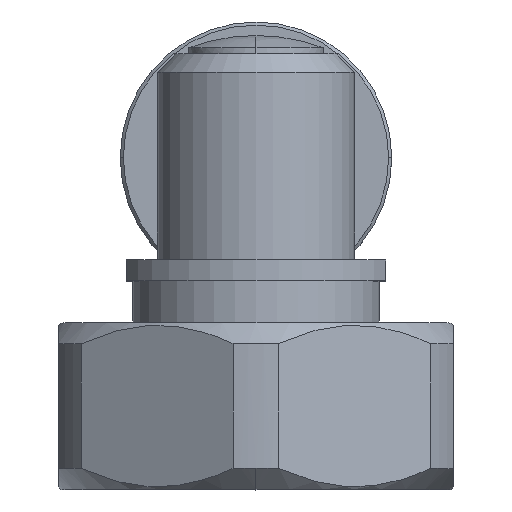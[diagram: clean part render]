
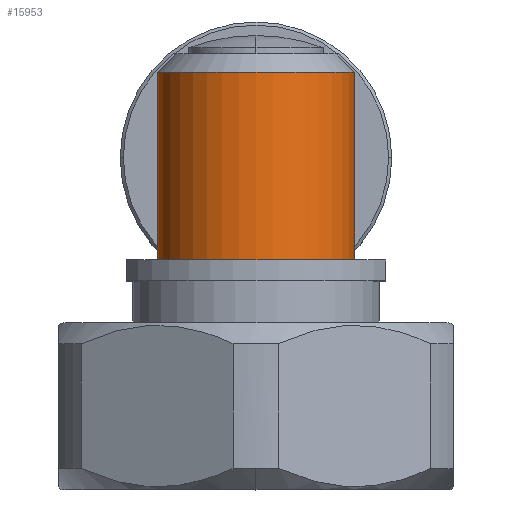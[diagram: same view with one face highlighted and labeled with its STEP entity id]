
A CAD part, top view. The second image highlights one B-rep face of the part: STEP entity #15953.
In plain terms, the highlighted cylindrical face has radius 8 mm (diameter 16 mm), a partial arc.
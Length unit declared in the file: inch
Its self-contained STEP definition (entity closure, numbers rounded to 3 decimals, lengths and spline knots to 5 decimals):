
#2016 = CARTESIAN_POINT ( 'NONE',  ( 0.72047, 0., 0.31496 ) ) ;
#2578 = CIRCLE ( 'NONE', #67517, 0.31496 ) ;
#8224 = EDGE_CURVE ( 'NONE', #45140, #59250, #2578, .T. ) ;
#9523 = DIRECTION ( 'NONE',  ( -1., 0., 0. ) ) ;
#12097 = EDGE_CURVE ( 'NONE', #51261, #45140, #48809, .T. ) ;
#13480 = DIRECTION ( 'NONE',  ( 0., 0., -1. ) ) ;
#13636 = DIRECTION ( 'NONE',  ( -1., 0., 0. ) ) ;
#15953 = ADVANCED_FACE ( 'NONE', ( #17041 ), #15987, .T. ) ;
#15987 = CYLINDRICAL_SURFACE ( 'NONE', #59454, 0.31496 ) ;
#17041 = FACE_OUTER_BOUND ( 'NONE', #28303, .T. ) ;
#17867 = EDGE_CURVE ( 'NONE', #40781, #51261, #59498, .T. ) ;
#18642 = ORIENTED_EDGE ( 'NONE', *, *, #8224, .T. ) ;
#18987 = LINE ( 'NONE', #50784, #64962 ) ;
#22599 = ORIENTED_EDGE ( 'NONE', *, *, #17867, .T. ) ;
#25869 = CARTESIAN_POINT ( 'NONE',  ( 1.3189, 0., -0.31496 ) ) ;
#26714 = CARTESIAN_POINT ( 'NONE',  ( 1.37795, 0., 0. ) ) ;
#27766 = DIRECTION ( 'NONE',  ( -1., 0., 0. ) ) ;
#28303 = EDGE_LOOP ( 'NONE', ( #39734, #22599, #56354, #18642 ) ) ;
#32734 = CARTESIAN_POINT ( 'NONE',  ( 1.37795, 0., 0.31496 ) ) ;
#36870 = VECTOR ( 'NONE', #37737, 39.37008 ) ;
#37737 = DIRECTION ( 'NONE',  ( -1., 0., 0. ) ) ;
#38133 = DIRECTION ( 'NONE',  ( 0., 0., 1. ) ) ;
#39734 = ORIENTED_EDGE ( 'NONE', *, *, #60067, .F. ) ;
#40781 = VERTEX_POINT ( 'NONE', #25869 ) ;
#45140 = VERTEX_POINT ( 'NONE', #2016 ) ;
#45619 = CARTESIAN_POINT ( 'NONE',  ( 0.72047, 0., 0. ) ) ;
#48809 = LINE ( 'NONE', #32734, #36870 ) ;
#50784 = CARTESIAN_POINT ( 'NONE',  ( 1.37795, 0., -0.31496 ) ) ;
#51261 = VERTEX_POINT ( 'NONE', #57962 ) ;
#53099 = DIRECTION ( 'NONE',  ( 0., 0., -1. ) ) ;
#55748 = CARTESIAN_POINT ( 'NONE',  ( 0.72047, 0., -0.31496 ) ) ;
#56354 = ORIENTED_EDGE ( 'NONE', *, *, #12097, .T. ) ;
#57962 = CARTESIAN_POINT ( 'NONE',  ( 1.3189, 0., 0.31496 ) ) ;
#58786 = CARTESIAN_POINT ( 'NONE',  ( 1.3189, 0., 0. ) ) ;
#59250 = VERTEX_POINT ( 'NONE', #55748 ) ;
#59454 = AXIS2_PLACEMENT_3D ( 'NONE', #26714, #27766, #38133 ) ;
#59498 = CIRCLE ( 'NONE', #61775, 0.31496 ) ;
#60067 = EDGE_CURVE ( 'NONE', #40781, #59250, #18987, .T. ) ;
#61775 = AXIS2_PLACEMENT_3D ( 'NONE', #58786, #9523, #53099 ) ;
#62385 = DIRECTION ( 'NONE',  ( 1., 0., 0. ) ) ;
#64962 = VECTOR ( 'NONE', #13636, 39.37008 ) ;
#67517 = AXIS2_PLACEMENT_3D ( 'NONE', #45619, #62385, #13480 ) ;
